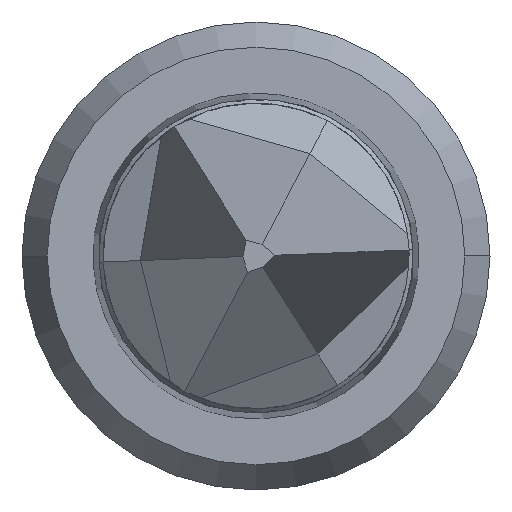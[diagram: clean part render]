
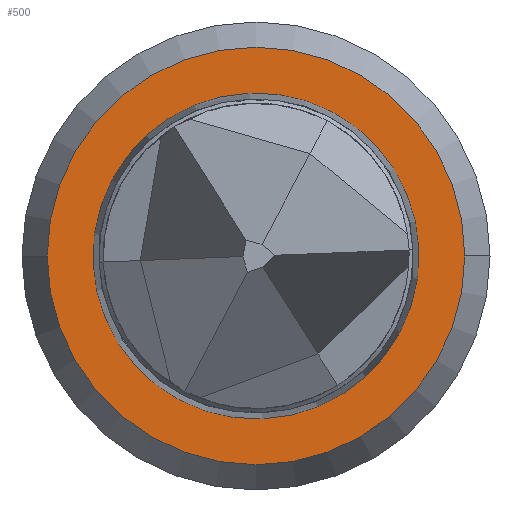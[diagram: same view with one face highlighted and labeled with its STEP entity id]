
A CAD part, left-side view. The second image highlights one B-rep face of the part: STEP entity #500.
In plain terms, the highlighted planar face has unit normal (-1, 0, 0).
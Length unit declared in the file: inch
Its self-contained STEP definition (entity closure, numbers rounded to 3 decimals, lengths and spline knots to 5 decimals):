
#3 = CARTESIAN_POINT ( 'NONE',  ( 0., 0.024, 0. ) ) ;
#9 = EDGE_LOOP ( 'NONE', ( #435, #518 ) ) ;
#26 = VERTEX_POINT ( 'NONE', #50 ) ;
#40 = PLANE ( 'NONE',  #1364 ) ;
#50 = CARTESIAN_POINT ( 'NONE',  ( 0., -0.00073, -0.01873 ) ) ;
#173 = CARTESIAN_POINT ( 'NONE',  ( 0., 0., 0. ) ) ;
#184 = DIRECTION ( 'NONE',  ( -1., 0., 0. ) ) ;
#188 = DIRECTION ( 'NONE',  ( 0., -1., 0. ) ) ;
#233 = ORIENTED_EDGE ( 'NONE', *, *, #1065, .F. ) ;
#257 = ORIENTED_EDGE ( 'NONE', *, *, #1352, .F. ) ;
#309 = CARTESIAN_POINT ( 'NONE',  ( 0., 0.024, 0. ) ) ;
#311 = CARTESIAN_POINT ( 'NONE',  ( 0., -0.024, 0. ) ) ;
#345 = EDGE_LOOP ( 'NONE', ( #257, #233 ) ) ;
#435 = ORIENTED_EDGE ( 'NONE', *, *, #742, .F. ) ;
#436 = CARTESIAN_POINT ( 'NONE',  ( 0., 0., 0. ) ) ;
#452 = DIRECTION ( 'NONE',  ( 1., 0., 0. ) ) ;
#469 = CIRCLE ( 'NONE', #1041, 0.01874 ) ;
#470 = VERTEX_POINT ( 'NONE', #526 ) ;
#500 = ADVANCED_FACE ( 'NONE', ( #594, #614 ), #40, .T. ) ;
#509 = VERTEX_POINT ( 'NONE', #311 ) ;
#518 = ORIENTED_EDGE ( 'NONE', *, *, #1080, .F. ) ;
#526 = CARTESIAN_POINT ( 'NONE',  ( 0., 0.00073, 0.01873 ) ) ;
#594 = FACE_BOUND ( 'NONE', #345, .T. ) ;
#614 = FACE_OUTER_BOUND ( 'NONE', #9, .T. ) ;
#617 = CARTESIAN_POINT ( 'NONE',  ( 0., 0., 0. ) ) ;
#630 = DIRECTION ( 'NONE',  ( -1., 0., 0. ) ) ;
#633 = DIRECTION ( 'NONE',  ( 0., -1., 0. ) ) ;
#652 = CARTESIAN_POINT ( 'NONE',  ( 0., 0., 0. ) ) ;
#663 = DIRECTION ( 'NONE',  ( 1., 0., 0. ) ) ;
#670 = DIRECTION ( 'NONE',  ( 0., 1., 0. ) ) ;
#742 = EDGE_CURVE ( 'NONE', #1051, #509, #1372, .T. ) ;
#803 = DIRECTION ( 'NONE',  ( -1., 0., 0. ) ) ;
#806 = DIRECTION ( 'NONE',  ( 0., -1., 0. ) ) ;
#843 = CIRCLE ( 'NONE', #1382, 0.024 ) ;
#990 = CIRCLE ( 'NONE', #1189, 0.01874 ) ;
#1041 = AXIS2_PLACEMENT_3D ( 'NONE', #617, #630, #633 ) ;
#1051 = VERTEX_POINT ( 'NONE', #309 ) ;
#1065 = EDGE_CURVE ( 'NONE', #470, #26, #469, .T. ) ;
#1080 = EDGE_CURVE ( 'NONE', #509, #1051, #843, .T. ) ;
#1189 = AXIS2_PLACEMENT_3D ( 'NONE', #173, #184, #188 ) ;
#1212 = AXIS2_PLACEMENT_3D ( 'NONE', #436, #452, #1455 ) ;
#1352 = EDGE_CURVE ( 'NONE', #26, #470, #990, .T. ) ;
#1364 = AXIS2_PLACEMENT_3D ( 'NONE', #3, #803, #806 ) ;
#1372 = CIRCLE ( 'NONE', #1212, 0.024 ) ;
#1382 = AXIS2_PLACEMENT_3D ( 'NONE', #652, #663, #670 ) ;
#1455 = DIRECTION ( 'NONE',  ( 0., 1., 0. ) ) ;
